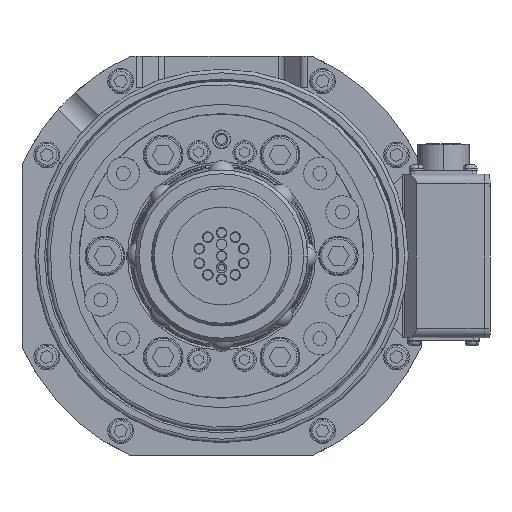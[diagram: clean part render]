
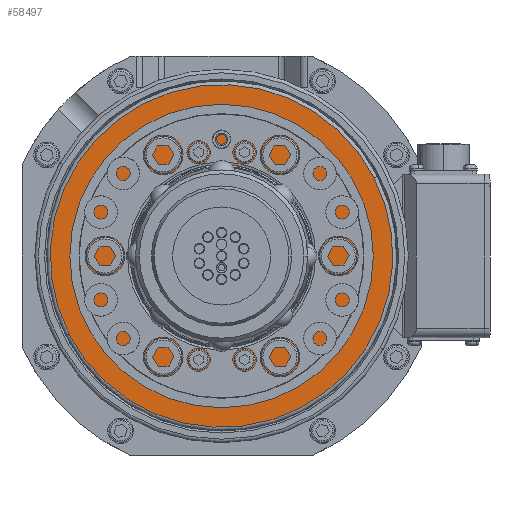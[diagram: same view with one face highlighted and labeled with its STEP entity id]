
A CAD part, front view. The second image highlights one B-rep face of the part: STEP entity #58497.
In plain terms, the highlighted planar face has unit normal (0, -1, 0).
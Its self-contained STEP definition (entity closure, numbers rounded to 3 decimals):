
#1105 = DIRECTION ( 'NONE',  ( 0., 1., 0. ) ) ;
#2500 = DIRECTION ( 'NONE',  ( 0.89, 0., 0.456 ) ) ;
#3193 = CARTESIAN_POINT ( 'NONE',  ( 0., -107.1, 0. ) ) ;
#6048 = ORIENTED_EDGE ( 'NONE', *, *, #84493, .F. ) ;
#8520 = ORIENTED_EDGE ( 'NONE', *, *, #92512, .F. ) ;
#8788 = AXIS2_PLACEMENT_3D ( 'NONE', #3193, #11440, #2500 ) ;
#11187 = CARTESIAN_POINT ( 'NONE',  ( 33.455, -107.1, -65.332 ) ) ;
#11440 = DIRECTION ( 'NONE',  ( 0., 1., 0. ) ) ;
#18787 = DIRECTION ( 'NONE',  ( -0.89, 0., -0.456 ) ) ;
#20245 = CARTESIAN_POINT ( 'NONE',  ( 65.332, -107.1, 33.455 ) ) ;
#31424 = DIRECTION ( 'NONE',  ( 0.89, 0., 0.456 ) ) ;
#35458 = FACE_OUTER_BOUND ( 'NONE', #71564, .T. ) ;
#38625 = CIRCLE ( 'NONE', #8788, 73.4 ) ;
#48270 = CARTESIAN_POINT ( 'NONE',  ( 0., -107.1, 0. ) ) ;
#56186 = AXIS2_PLACEMENT_3D ( 'NONE', #11187, #58429, #18787 ) ;
#58429 = DIRECTION ( 'NONE',  ( 0., -1., 0. ) ) ;
#58497 = ADVANCED_FACE ( 'NONE', ( #35458 ), #65669, .T. ) ;
#63119 = AXIS2_PLACEMENT_3D ( 'NONE', #48270, #1105, #31424 ) ;
#65669 = PLANE ( 'NONE',  #56186 ) ;
#71564 = EDGE_LOOP ( 'NONE', ( #8520, #6048 ) ) ;
#82742 = CARTESIAN_POINT ( 'NONE',  ( -65.332, -107.1, -33.455 ) ) ;
#84493 = EDGE_CURVE ( 'NONE', #90279, #100348, #89469, .T. ) ;
#89469 = CIRCLE ( 'NONE', #63119, 73.4 ) ;
#90279 = VERTEX_POINT ( 'NONE', #82742 ) ;
#92512 = EDGE_CURVE ( 'NONE', #100348, #90279, #38625, .T. ) ;
#100348 = VERTEX_POINT ( 'NONE', #20245 ) ;
